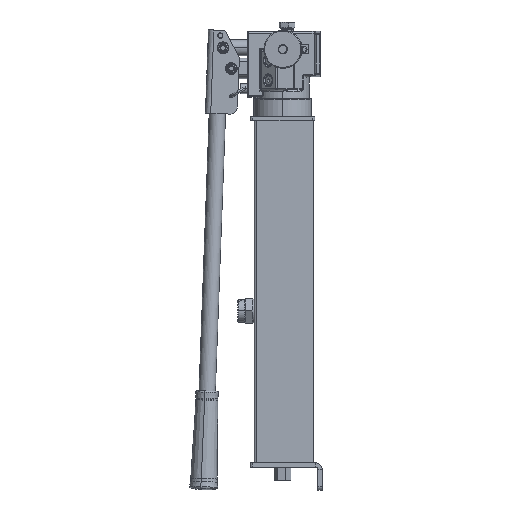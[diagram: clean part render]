
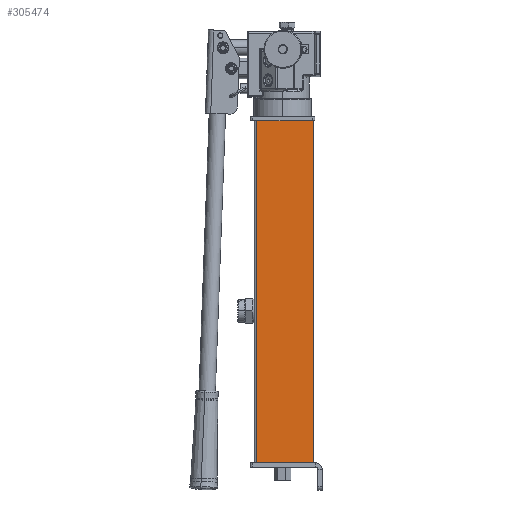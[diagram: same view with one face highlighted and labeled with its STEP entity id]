
A CAD part, left-side view. The second image highlights one B-rep face of the part: STEP entity #305474.
In plain terms, the highlighted planar face has unit normal (-1, 0, 0).
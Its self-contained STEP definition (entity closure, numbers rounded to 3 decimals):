
#5699 = CARTESIAN_POINT ( 'NONE',  ( -37.5, 77.2, -31. ) ) ;
#8470 = DIRECTION ( 'NONE',  ( 0., 1., 0. ) ) ;
#10214 = VERTEX_POINT ( 'NONE', #228117 ) ;
#10997 = VECTOR ( 'NONE', #295242, 1000. ) ;
#17833 = VERTEX_POINT ( 'NONE', #61037 ) ;
#29316 = LINE ( 'NONE', #118384, #262107 ) ;
#34572 = VERTEX_POINT ( 'NONE', #5699 ) ;
#36004 = DIRECTION ( 'NONE',  ( -1., 0., 0. ) ) ;
#52659 = EDGE_LOOP ( 'NONE', ( #125838, #297124, #305351, #292057 ) ) ;
#61037 = CARTESIAN_POINT ( 'NONE',  ( -37.5, 2.502, -482. ) ) ;
#70586 = EDGE_CURVE ( 'NONE', #334238, #34572, #229282, .T. ) ;
#84987 = FACE_OUTER_BOUND ( 'NONE', #52659, .T. ) ;
#94280 = EDGE_CURVE ( 'NONE', #334238, #17833, #336717, .T. ) ;
#118384 = CARTESIAN_POINT ( 'NONE',  ( -37.5, 2.502, -482. ) ) ;
#120342 = DIRECTION ( 'NONE',  ( 0., 0., -1. ) ) ;
#125838 = ORIENTED_EDGE ( 'NONE', *, *, #70586, .T. ) ;
#137846 = DIRECTION ( 'NONE',  ( 0., 1., 0. ) ) ;
#140394 = VECTOR ( 'NONE', #137846, 1000. ) ;
#143424 = LINE ( 'NONE', #282373, #278809 ) ;
#143645 = PLANE ( 'NONE',  #192346 ) ;
#144812 = DIRECTION ( 'NONE',  ( 0., 0., 1. ) ) ;
#192346 = AXIS2_PLACEMENT_3D ( 'NONE', #277290, #36004, #144812 ) ;
#211592 = EDGE_CURVE ( 'NONE', #34572, #10214, #143424, .T. ) ;
#228117 = CARTESIAN_POINT ( 'NONE',  ( -37.5, 77.2, -482. ) ) ;
#229282 = LINE ( 'NONE', #347151, #140394 ) ;
#262107 = VECTOR ( 'NONE', #8470, 1000. ) ;
#262785 = CARTESIAN_POINT ( 'NONE',  ( -37.5, 2.502, -31. ) ) ;
#269239 = CARTESIAN_POINT ( 'NONE',  ( -37.5, 2.502, -31. ) ) ;
#277290 = CARTESIAN_POINT ( 'NONE',  ( -37.5, 2.502, -31. ) ) ;
#278809 = VECTOR ( 'NONE', #120342, 1000. ) ;
#282373 = CARTESIAN_POINT ( 'NONE',  ( -37.5, 77.2, -31. ) ) ;
#292057 = ORIENTED_EDGE ( 'NONE', *, *, #94280, .F. ) ;
#295242 = DIRECTION ( 'NONE',  ( 0., 0., -1. ) ) ;
#297124 = ORIENTED_EDGE ( 'NONE', *, *, #211592, .T. ) ;
#305351 = ORIENTED_EDGE ( 'NONE', *, *, #315258, .F. ) ;
#305474 = ADVANCED_FACE ( 'NONE', ( #84987 ), #143645, .T. ) ;
#315258 = EDGE_CURVE ( 'NONE', #17833, #10214, #29316, .T. ) ;
#334238 = VERTEX_POINT ( 'NONE', #262785 ) ;
#336717 = LINE ( 'NONE', #269239, #10997 ) ;
#347151 = CARTESIAN_POINT ( 'NONE',  ( -37.5, 2.502, -31. ) ) ;
